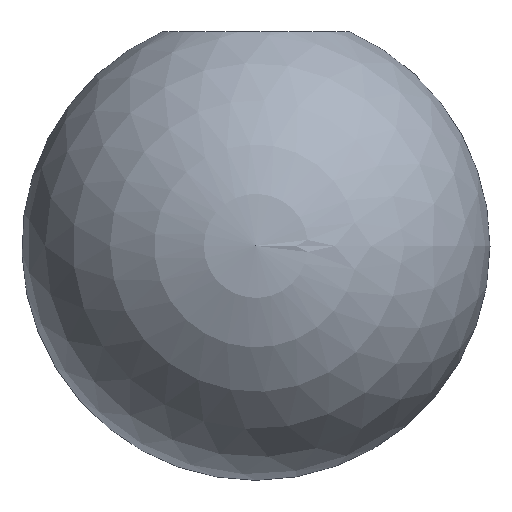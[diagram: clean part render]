
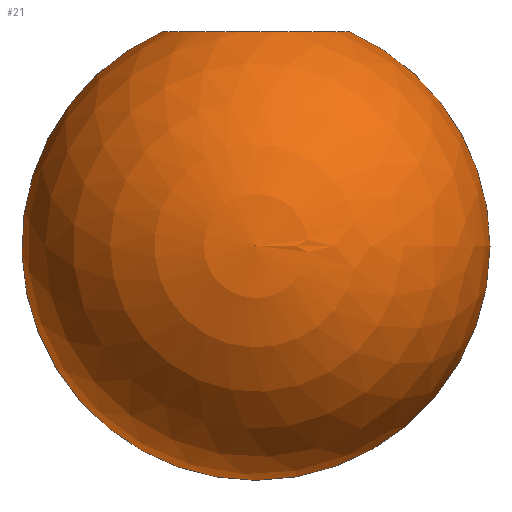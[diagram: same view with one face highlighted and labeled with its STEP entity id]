
A CAD part, top view. The second image highlights one B-rep face of the part: STEP entity #21.
In plain terms, the highlighted spherical face has radius 5 mm.
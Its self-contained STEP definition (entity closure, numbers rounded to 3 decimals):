
#4 = EDGE_LOOP ( 'NONE', ( #157, #230, #243, #24 ) ) ;
#5 = CIRCLE ( 'NONE', #193, 2. ) ;
#6 = EDGE_CURVE ( 'NONE', #187, #80, #5, .T. ) ;
#7 = VERTEX_POINT ( 'NONE', #139 ) ;
#14 = CIRCLE ( 'NONE', #22, 5. ) ;
#15 = EDGE_CURVE ( 'NONE', #7, #196, #172, .T. ) ;
#16 = DIRECTION ( 'NONE',  ( 0., 0., -1. ) ) ;
#17 = CARTESIAN_POINT ( 'NONE',  ( 0., 0., 0. ) ) ;
#21 = ADVANCED_FACE ( 'NONE', ( #120 ), #192, .T. ) ;
#22 = AXIS2_PLACEMENT_3D ( 'NONE', #105, #16, #158 ) ;
#24 = ORIENTED_EDGE ( 'NONE', *, *, #6, .F. ) ;
#27 = DIRECTION ( 'NONE',  ( 0., 1., 0. ) ) ;
#52 = CARTESIAN_POINT ( 'NONE',  ( 0., 4.583, 0. ) ) ;
#62 = EDGE_CURVE ( 'NONE', #7, #187, #14, .T. ) ;
#63 = DIRECTION ( 'NONE',  ( 0., 0., 1. ) ) ;
#64 = DIRECTION ( 'NONE',  ( 0., 0., 1. ) ) ;
#76 = CARTESIAN_POINT ( 'NONE',  ( 2., 4.583, 0. ) ) ;
#80 = VERTEX_POINT ( 'NONE', #179 ) ;
#84 = DIRECTION ( 'NONE',  ( 0., 1., 0. ) ) ;
#101 = CARTESIAN_POINT ( 'NONE',  ( 0., 4.583, 0. ) ) ;
#105 = CARTESIAN_POINT ( 'NONE',  ( 0., 0., 0. ) ) ;
#107 = EDGE_CURVE ( 'NONE', #80, #196, #185, .T. ) ;
#116 = DIRECTION ( 'NONE',  ( 0., 0., 1. ) ) ;
#120 = FACE_OUTER_BOUND ( 'NONE', #4, .T. ) ;
#139 = CARTESIAN_POINT ( 'NONE',  ( 0., -5., 0. ) ) ;
#140 = DIRECTION ( 'NONE',  ( 1., 0., 0. ) ) ;
#152 = CARTESIAN_POINT ( 'NONE',  ( -2., 4.583, 0. ) ) ;
#157 = ORIENTED_EDGE ( 'NONE', *, *, #62, .F. ) ;
#158 = DIRECTION ( 'NONE',  ( -1., 0., 0. ) ) ;
#161 = DIRECTION ( 'NONE',  ( 0., 0., -1. ) ) ;
#168 = AXIS2_PLACEMENT_3D ( 'NONE', #52, #84, #64 ) ;
#172 = CIRCLE ( 'NONE', #228, 5. ) ;
#179 = CARTESIAN_POINT ( 'NONE',  ( 0., 4.583, 2. ) ) ;
#181 = AXIS2_PLACEMENT_3D ( 'NONE', #17, #161, #140 ) ;
#185 = CIRCLE ( 'NONE', #168, 2. ) ;
#187 = VERTEX_POINT ( 'NONE', #152 ) ;
#192 = SPHERICAL_SURFACE ( 'NONE', #181, 5. ) ;
#193 = AXIS2_PLACEMENT_3D ( 'NONE', #101, #27, #63 ) ;
#196 = VERTEX_POINT ( 'NONE', #76 ) ;
#214 = DIRECTION ( 'NONE',  ( 1., 0., 0. ) ) ;
#219 = CARTESIAN_POINT ( 'NONE',  ( 0., 0., 0. ) ) ;
#228 = AXIS2_PLACEMENT_3D ( 'NONE', #219, #116, #214 ) ;
#230 = ORIENTED_EDGE ( 'NONE', *, *, #15, .T. ) ;
#243 = ORIENTED_EDGE ( 'NONE', *, *, #107, .F. ) ;
